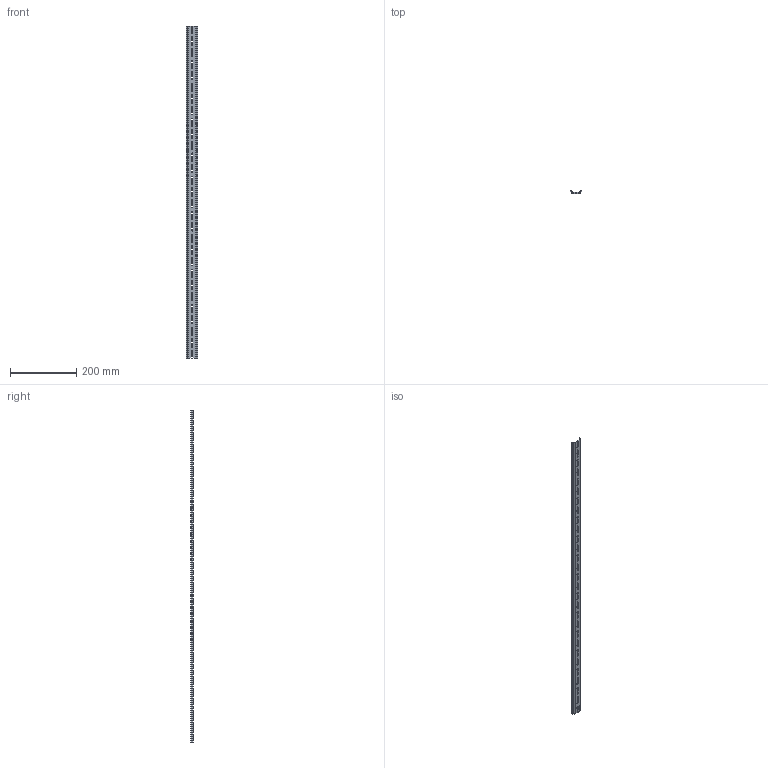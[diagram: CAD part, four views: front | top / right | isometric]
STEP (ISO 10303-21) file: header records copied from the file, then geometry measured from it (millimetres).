
FILE_DESCRIPTION(/* description */ (''),/* implementation_level */ '2;1');
FILE_NAME(/* name */ 'TrilhoDIN_Furado_1m.stp',/* time_stamp */ '2022-06-08T10:09:50-03:00',/* author */ ('danie'),/* organization */ (''),/* preprocessor_version */ 'ST-DEVELOPER v18.1',/* originating_system */ 'Autodesk Inventor 2021',/* authorisation */ '');
FILE_SCHEMA (('AUTOMOTIVE_DESIGN { 1 0 10303 214 3 1 1 }'));
Length unit declared in the file: millimetre
Products named in the file (1): TrilhoDIN_Furado_1m
Bounding box: 35 x 7.3 x 1000 mm (x, y, z)
Volume: 59428.3 mm3; surface area: 84728.2 mm2
Topology: 1 solids, 1 shells, 154 faces, 424 edges, 272 vertices
Faces by surface type: plane 90, cylinder 64
Entity records: 5029 total; most frequent: DIRECTION 862, CARTESIAN_POINT 851, ORIENTED_EDGE 848, EDGE_CURVE 424, LINE 296, VECTOR 296, AXIS2_PLACEMENT_3D 283, VERTEX_POINT 272
